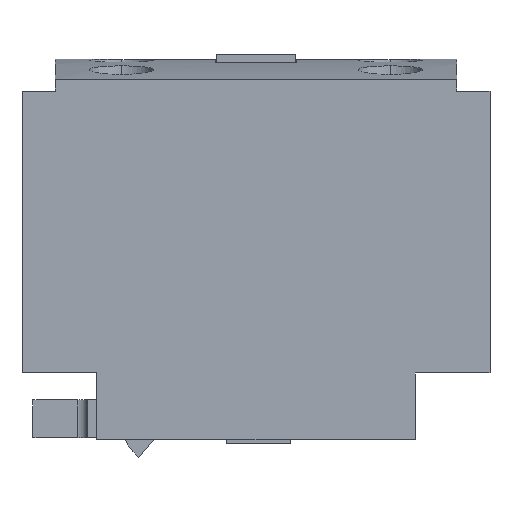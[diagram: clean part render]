
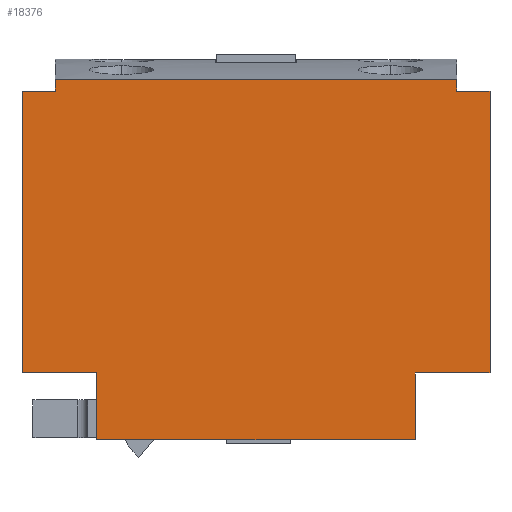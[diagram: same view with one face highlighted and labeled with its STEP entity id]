
A CAD part, left-side view. The second image highlights one B-rep face of the part: STEP entity #18376.
In plain terms, the highlighted planar face has unit normal (-1, 0, 0).
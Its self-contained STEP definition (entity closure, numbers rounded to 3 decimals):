
#413=DIRECTION('',(0.,0.,1.));
#414=VECTOR('',#413,28.3);
#415=CARTESIAN_POINT('',(0.,0.,7.1));
#416=LINE('',#415,#414);
#4417=DIRECTION('',(0.,1.,0.));
#4418=VECTOR('',#4417,32.);
#4419=CARTESIAN_POINT('',(0.,7.5,0.4));
#4420=LINE('',#4419,#4418);
#4424=DIRECTION('',(0.,0.,1.));
#4425=VECTOR('',#4424,6.7);
#4426=CARTESIAN_POINT('',(0.,39.5,0.4));
#4427=LINE('',#4426,#4425);
#4431=DIRECTION('',(0.,-1.,0.));
#4432=VECTOR('',#4431,7.5);
#4433=CARTESIAN_POINT('',(0.,47.,7.1));
#4434=LINE('',#4433,#4432);
#4438=DIRECTION('',(0.,0.,1.));
#4439=VECTOR('',#4438,28.3);
#4440=CARTESIAN_POINT('',(0.,47.,7.1));
#4441=LINE('',#4440,#4439);
#4445=DIRECTION('',(0.,-1.,0.));
#4446=VECTOR('',#4445,3.35);
#4447=CARTESIAN_POINT('',(0.,47.,35.4));
#4448=LINE('',#4447,#4446);
#4452=DIRECTION('',(0.,0.,-1.));
#4453=VECTOR('',#4452,1.2);
#4454=CARTESIAN_POINT('',(0.,43.65,
36.6));
#4455=LINE('',#4454,#4453);
#4459=DIRECTION('',(0.,1.,0.));
#4460=VECTOR('',#4459,40.3);
#4461=CARTESIAN_POINT('',(0.,3.35,
36.6));
#4462=LINE('',#4461,#4460);
#4466=DIRECTION('',(0.,0.,-1.));
#4467=VECTOR('',#4466,1.2);
#4468=CARTESIAN_POINT('',(0.,3.35,
36.6));
#4469=LINE('',#4468,#4467);
#4473=DIRECTION('',(0.,-1.,0.));
#4474=VECTOR('',#4473,3.35);
#4475=CARTESIAN_POINT('',(0.,3.35,35.4));
#4476=LINE('',#4475,#4474);
#4480=DIRECTION('',(0.,1.,0.));
#4481=VECTOR('',#4480,7.5);
#4482=CARTESIAN_POINT('',(0.,0.,7.1));
#4483=LINE('',#4482,#4481);
#4487=DIRECTION('',(0.,0.,1.));
#4488=VECTOR('',#4487,6.7);
#4489=CARTESIAN_POINT('',(0.,7.5,0.4));
#4490=LINE('',#4489,#4488);
#12030=CARTESIAN_POINT('',(0.,47.,35.4));
#12031=CARTESIAN_POINT('',(0.,43.65,35.4));
#12032=VERTEX_POINT('',#12030);
#12033=VERTEX_POINT('',#12031);
#12034=CARTESIAN_POINT('',(0.,3.35,35.4));
#12035=CARTESIAN_POINT('',(0.,0.,35.4));
#12036=VERTEX_POINT('',#12034);
#12037=VERTEX_POINT('',#12035);
#12042=CARTESIAN_POINT('',(0.,3.35,
36.6));
#12043=CARTESIAN_POINT('',(0.,43.65,
36.6));
#12044=VERTEX_POINT('',#12042);
#12045=VERTEX_POINT('',#12043);
#12186=CARTESIAN_POINT('',(0.,47.,7.1));
#12187=CARTESIAN_POINT('',(0.,39.5,7.1));
#12188=VERTEX_POINT('',#12186);
#12189=VERTEX_POINT('',#12187);
#12434=CARTESIAN_POINT('',(0.,0.,7.1));
#12435=CARTESIAN_POINT('',(0.,7.5,7.1));
#12436=VERTEX_POINT('',#12434);
#12437=VERTEX_POINT('',#12435);
#12482=CARTESIAN_POINT('',(0.,7.5,0.4));
#12483=CARTESIAN_POINT('',(0.,39.5,0.4));
#12484=VERTEX_POINT('',#12482);
#12485=VERTEX_POINT('',#12483);
#18350=CARTESIAN_POINT('',(0.,47.,0.));
#18351=DIRECTION('',(-1.,0.,0.));
#18352=DIRECTION('',(0.,-1.,0.));
#18353=AXIS2_PLACEMENT_3D('',#18350,#18351,#18352);
#18354=PLANE('',#18353);
#18355=ORIENTED_EDGE('',*,*,#15971,.T.);
#18356=ORIENTED_EDGE('',*,*,#17896,.T.);
#18358=ORIENTED_EDGE('',*,*,#18357,.F.);
#18360=ORIENTED_EDGE('',*,*,#18359,.T.);
#18362=ORIENTED_EDGE('',*,*,#18361,.T.);
#18364=ORIENTED_EDGE('',*,*,#18363,.F.);
#18366=ORIENTED_EDGE('',*,*,#18365,.F.);
#18368=ORIENTED_EDGE('',*,*,#18367,.T.);
#18370=ORIENTED_EDGE('',*,*,#18369,.T.);
#18371=ORIENTED_EDGE('',*,*,#14189,.F.);
#18372=ORIENTED_EDGE('',*,*,#18260,.T.);
#18373=ORIENTED_EDGE('',*,*,#14315,.F.);
#18374=EDGE_LOOP('',(#18355,#18356,#18358,#18360,#18362,#18364,#18366,#18368,
#18370,#18371,#18372,#18373));
#18375=FACE_OUTER_BOUND('',#18374,.F.);
#14189=EDGE_CURVE('',#12436,#12037,#416,.T.);
#14315=EDGE_CURVE('',#12484,#12437,#4490,.T.);
#15971=EDGE_CURVE('',#12484,#12485,#4420,.T.);
#17896=EDGE_CURVE('',#12485,#12189,#4427,.T.);
#18260=EDGE_CURVE('',#12436,#12437,#4483,.T.);
#18357=EDGE_CURVE('',#12188,#12189,#4434,.T.);
#18359=EDGE_CURVE('',#12188,#12032,#4441,.T.);
#18361=EDGE_CURVE('',#12032,#12033,#4448,.T.);
#18363=EDGE_CURVE('',#12045,#12033,#4455,.T.);
#18365=EDGE_CURVE('',#12044,#12045,#4462,.T.);
#18367=EDGE_CURVE('',#12044,#12036,#4469,.T.);
#18369=EDGE_CURVE('',#12036,#12037,#4476,.T.);
#18376=ADVANCED_FACE('',(#18375),#18354,.T.);
